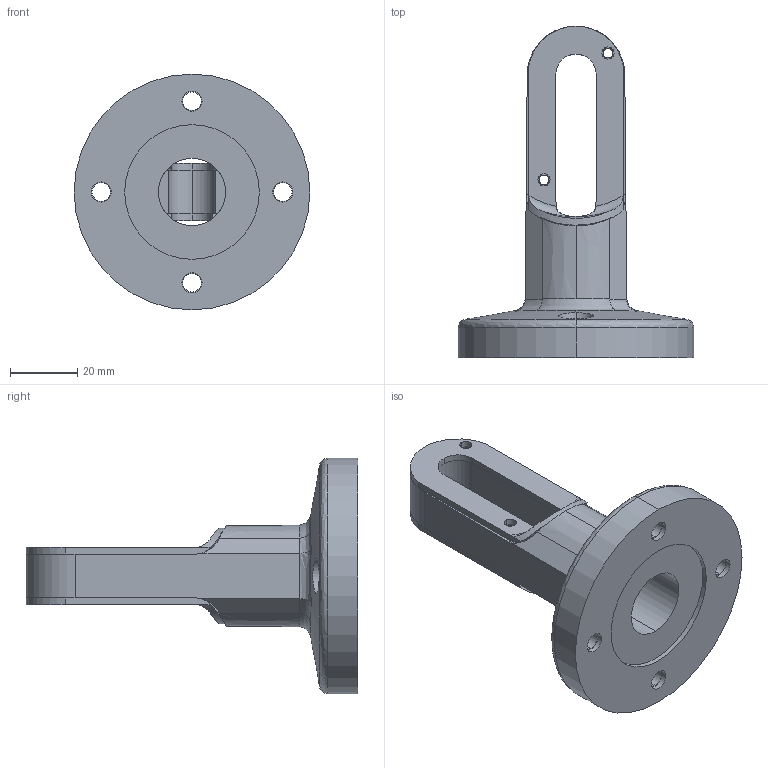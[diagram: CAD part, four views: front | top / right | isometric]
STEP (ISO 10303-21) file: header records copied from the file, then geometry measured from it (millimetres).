
FILE_DESCRIPTION(('STEP AP214'),'1');
FILE_NAME('cctmp_DA325ABC-68B2-42CA-83B3-4CE15869CD41_2023_10_16_23_19_39_0370..stp','2023-10-16T21:19:39',('SIEMENS A&D'),('CADClick - www.CADClick.com'),'Spatial InterOp 3D postprocessed',' ','unknown authorization');
FILE_SCHEMA(('AUTOMOTIVE_DESIGN'));
Length unit declared in the file: millimetre
Products named in the file (4): cc_unnamed; 2023_10_16_23_19_39_0323; 2023_10_16_23_19_39_0292; 2023_10_16_23_19_39_0261
Assembly tree (3 placements, depth 2):
  cc_unnamed
    2023_10_16_23_19_39_0323
    2023_10_16_23_19_39_0292
    2023_10_16_23_19_39_0261
Bounding box: 70 x 98.5 x 70 mm (x, y, z)
Volume: 67085.6 mm3; surface area: 23101.3 mm2
Topology: 3 solids, 3 shells, 164 faces, 430 edges, 276 vertices
Faces by surface type: cylinder 70, plane 42, cone 29, bspline 15, torus 8
Entity records: 7395 total; most frequent: CARTESIAN_POINT 2912, ORIENTED_EDGE 860, DIRECTION 759, EDGE_CURVE 430, AXIS2_PLACEMENT_3D 306, VERTEX_POINT 276, EDGE_LOOP 188, STYLED_ITEM 167
